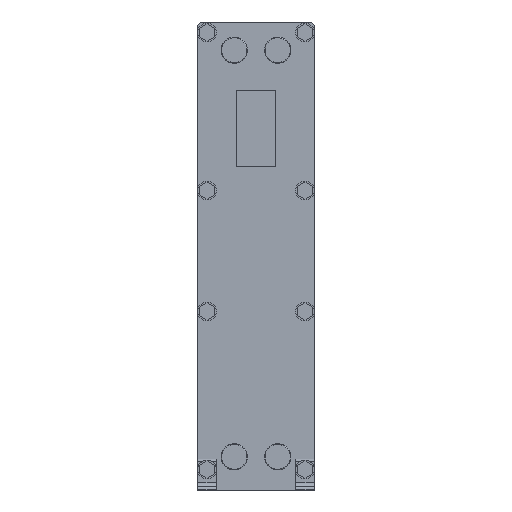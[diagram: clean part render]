
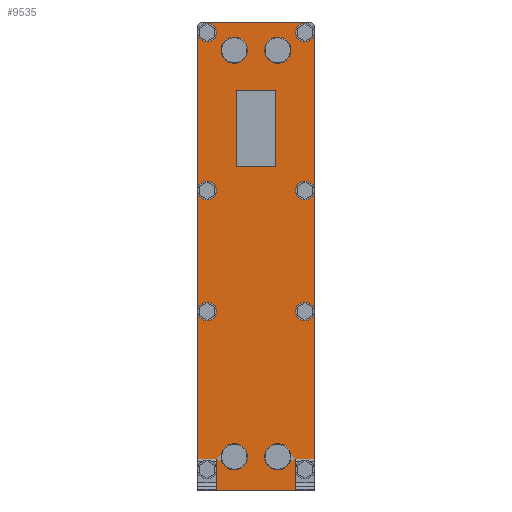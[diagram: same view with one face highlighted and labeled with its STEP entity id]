
A CAD part, front view. The second image highlights one B-rep face of the part: STEP entity #9535.
In plain terms, the highlighted planar face has unit normal (0, -1, 0).
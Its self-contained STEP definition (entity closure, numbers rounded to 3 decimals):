
#685=FACE_BOUND('',#3630,.T.);
#686=FACE_BOUND('',#3631,.T.);
#687=FACE_BOUND('',#3632,.T.);
#688=FACE_BOUND('',#3633,.T.);
#689=FACE_BOUND('',#3634,.T.);
#690=FACE_BOUND('',#3635,.T.);
#691=FACE_BOUND('',#3636,.T.);
#692=FACE_BOUND('',#3637,.T.);
#693=FACE_BOUND('',#3638,.T.);
#694=FACE_BOUND('',#3639,.T.);
#695=FACE_BOUND('',#3640,.T.);
#963=LINE('',#14202,#2027);
#970=LINE('',#14219,#2034);
#978=LINE('',#14244,#2042);
#983=LINE('',#14257,#2047);
#992=LINE('',#14280,#2056);
#1000=LINE('',#14305,#2064);
#1010=LINE('',#14347,#2074);
#1013=LINE('',#14352,#2077);
#1015=LINE('',#14356,#2079);
#1020=LINE('',#14369,#2084);
#1023=LINE('',#14374,#2087);
#1025=LINE('',#14378,#2089);
#1027=LINE('',#14381,#2091);
#1028=LINE('',#14384,#2092);
#1030=LINE('',#14388,#2094);
#1034=LINE('',#14393,#2098);
#1035=LINE('',#14395,#2099);
#1036=LINE('',#14397,#2100);
#2027=VECTOR('',#11289,1.);
#2034=VECTOR('',#11304,1.);
#2042=VECTOR('',#11332,1.);
#2047=VECTOR('',#11341,1.);
#2056=VECTOR('',#11364,1.);
#2064=VECTOR('',#11392,1.);
#2074=VECTOR('',#11426,10.);
#2077=VECTOR('',#11431,10.);
#2079=VECTOR('',#11435,10.);
#2084=VECTOR('',#11444,10.);
#2087=VECTOR('',#11449,10.);
#2089=VECTOR('',#11453,10.);
#2091=VECTOR('',#11457,10.);
#2092=VECTOR('',#11460,10.);
#2094=VECTOR('',#11464,1.);
#2098=VECTOR('',#11470,1.);
#2099=VECTOR('',#11473,10.);
#2100=VECTOR('',#11476,10.);
#3057=FACE_OUTER_BOUND('',#3629,.T.);
#3629=EDGE_LOOP('',(#7137,#7138,#7139,#7140,#7141,#7142,#7143,#7144,#7145,
#7146,#7147,#7148,#7149,#7150));
#3630=EDGE_LOOP('',(#7151));
#3631=EDGE_LOOP('',(#7152));
#3632=EDGE_LOOP('',(#7153));
#3633=EDGE_LOOP('',(#7154));
#3634=EDGE_LOOP('',(#7155));
#3635=EDGE_LOOP('',(#7156));
#3636=EDGE_LOOP('',(#7157));
#3637=EDGE_LOOP('',(#7158));
#3638=EDGE_LOOP('',(#7159));
#3639=EDGE_LOOP('',(#7160));
#3640=EDGE_LOOP('',(#7161,#7162,#7163,#7164));
#4154=CIRCLE('',#9954,15.);
#4156=CIRCLE('',#9971,15.);
#4158=CIRCLE('',#9976,21.2);
#4161=CIRCLE('',#9982,21.2);
#4164=CIRCLE('',#9988,15.);
#4166=CIRCLE('',#9999,15.);
#4168=CIRCLE('',#10016,15.);
#4170=CIRCLE('',#10027,15.);
#4178=CIRCLE('',#10050,21.2);
#4181=CIRCLE('',#10056,21.2);
#4546=VERTEX_POINT('',#13788);
#4566=VERTEX_POINT('',#13855);
#4568=VERTEX_POINT('',#13862);
#4571=VERTEX_POINT('',#13871);
#4580=VERTEX_POINT('',#13892);
#4594=VERTEX_POINT('',#13935);
#4614=VERTEX_POINT('',#14002);
#4628=VERTEX_POINT('',#14045);
#4650=VERTEX_POINT('',#14113);
#4653=VERTEX_POINT('',#14122);
#4674=VERTEX_POINT('',#14186);
#4678=VERTEX_POINT('',#14198);
#4679=VERTEX_POINT('',#14200);
#4692=VERTEX_POINT('',#14242);
#4693=VERTEX_POINT('',#14246);
#4697=VERTEX_POINT('',#14254);
#4698=VERTEX_POINT('',#14256);
#4712=VERTEX_POINT('',#14303);
#4731=VERTEX_POINT('',#14344);
#4732=VERTEX_POINT('',#14346);
#4733=VERTEX_POINT('',#14350);
#4734=VERTEX_POINT('',#14354);
#4739=VERTEX_POINT('',#14367);
#4740=VERTEX_POINT('',#14368);
#4741=VERTEX_POINT('',#14373);
#4742=VERTEX_POINT('',#14377);
#4743=VERTEX_POINT('',#14383);
#4744=VERTEX_POINT('',#14387);
#5384=EDGE_CURVE('',#4546,#4546,#4154,.T.);
#5416=EDGE_CURVE('',#4566,#4566,#4156,.T.);
#5418=EDGE_CURVE('',#4568,#4568,#4158,.T.);
#5421=EDGE_CURVE('',#4571,#4571,#4161,.T.);
#5430=EDGE_CURVE('',#4580,#4580,#4164,.T.);
#5450=EDGE_CURVE('',#4594,#4594,#4166,.T.);
#5482=EDGE_CURVE('',#4614,#4614,#4168,.T.);
#5502=EDGE_CURVE('',#4628,#4628,#4170,.T.);
#5533=EDGE_CURVE('',#4650,#4650,#4178,.T.);
#5536=EDGE_CURVE('',#4653,#4653,#4181,.T.);
#5573=EDGE_CURVE('',#4678,#4679,#963,.T.);
#5582=EDGE_CURVE('',#4679,#4674,#970,.T.);
#5594=EDGE_CURVE('',#4692,#4678,#978,.T.);
#5599=EDGE_CURVE('',#4698,#4697,#983,.T.);
#5612=EDGE_CURVE('',#4693,#4698,#992,.T.);
#5624=EDGE_CURVE('',#4697,#4712,#1000,.T.);
#5644=EDGE_CURVE('',#4732,#4731,#1010,.T.);
#5647=EDGE_CURVE('',#4731,#4733,#1013,.T.);
#5649=EDGE_CURVE('',#4733,#4734,#1015,.T.);
#5654=EDGE_CURVE('',#4739,#4740,#1020,.T.);
#5657=EDGE_CURVE('',#4740,#4741,#1023,.T.);
#5659=EDGE_CURVE('',#4741,#4742,#1025,.T.);
#5661=EDGE_CURVE('',#4742,#4739,#1027,.T.);
#5662=EDGE_CURVE('',#4734,#4743,#1028,.T.);
#5664=EDGE_CURVE('',#4744,#4732,#1030,.T.);
#5668=EDGE_CURVE('',#4712,#4692,#1034,.T.);
#5669=EDGE_CURVE('',#4743,#4693,#1035,.T.);
#5670=EDGE_CURVE('',#4674,#4744,#1036,.T.);
#7137=ORIENTED_EDGE('',*,*,#5582,.T.);
#7138=ORIENTED_EDGE('',*,*,#5670,.T.);
#7139=ORIENTED_EDGE('',*,*,#5664,.T.);
#7140=ORIENTED_EDGE('',*,*,#5644,.T.);
#7141=ORIENTED_EDGE('',*,*,#5647,.T.);
#7142=ORIENTED_EDGE('',*,*,#5649,.T.);
#7143=ORIENTED_EDGE('',*,*,#5662,.T.);
#7144=ORIENTED_EDGE('',*,*,#5669,.T.);
#7145=ORIENTED_EDGE('',*,*,#5612,.T.);
#7146=ORIENTED_EDGE('',*,*,#5599,.T.);
#7147=ORIENTED_EDGE('',*,*,#5624,.T.);
#7148=ORIENTED_EDGE('',*,*,#5668,.T.);
#7149=ORIENTED_EDGE('',*,*,#5594,.T.);
#7150=ORIENTED_EDGE('',*,*,#5573,.T.);
#7151=ORIENTED_EDGE('',*,*,#5384,.T.);
#7152=ORIENTED_EDGE('',*,*,#5416,.T.);
#7153=ORIENTED_EDGE('',*,*,#5418,.T.);
#7154=ORIENTED_EDGE('',*,*,#5421,.T.);
#7155=ORIENTED_EDGE('',*,*,#5430,.T.);
#7156=ORIENTED_EDGE('',*,*,#5450,.T.);
#7157=ORIENTED_EDGE('',*,*,#5482,.T.);
#7158=ORIENTED_EDGE('',*,*,#5502,.T.);
#7159=ORIENTED_EDGE('',*,*,#5533,.T.);
#7160=ORIENTED_EDGE('',*,*,#5536,.T.);
#7161=ORIENTED_EDGE('',*,*,#5661,.T.);
#7162=ORIENTED_EDGE('',*,*,#5654,.T.);
#7163=ORIENTED_EDGE('',*,*,#5657,.T.);
#7164=ORIENTED_EDGE('',*,*,#5659,.T.);
#9109=PLANE('',#10137);
#9535=ADVANCED_FACE('',(#3057,#685,#686,#687,#688,#689,#690,#691,#692,#693,
#694,#695),#9109,.F.);
#9954=AXIS2_PLACEMENT_3D('',#13789,#10883,#10884);
#9971=AXIS2_PLACEMENT_3D('',#13856,#10947,#10948);
#9976=AXIS2_PLACEMENT_3D('',#13863,#10957,#10958);
#9982=AXIS2_PLACEMENT_3D('',#13872,#10969,#10970);
#9988=AXIS2_PLACEMENT_3D('',#13893,#10987,#10988);
#9999=AXIS2_PLACEMENT_3D('',#13936,#11027,#11028);
#10016=AXIS2_PLACEMENT_3D('',#14003,#11091,#11092);
#10027=AXIS2_PLACEMENT_3D('',#14046,#11131,#11132);
#10050=AXIS2_PLACEMENT_3D('',#14114,#11200,#11201);
#10056=AXIS2_PLACEMENT_3D('',#14123,#11212,#11213);
#10137=AXIS2_PLACEMENT_3D('',#14398,#11477,#11478);
#10883=DIRECTION('center_axis',(0.,1.,0.));
#10884=DIRECTION('ref_axis',(-1.,0.,0.));
#10947=DIRECTION('center_axis',(0.,1.,0.));
#10948=DIRECTION('ref_axis',(-1.,0.,0.));
#10957=DIRECTION('center_axis',(0.,1.,0.));
#10958=DIRECTION('ref_axis',(-1.,0.,0.));
#10969=DIRECTION('center_axis',(0.,1.,0.));
#10970=DIRECTION('ref_axis',(-1.,0.,0.));
#10987=DIRECTION('center_axis',(0.,1.,0.));
#10988=DIRECTION('ref_axis',(-1.,0.,0.));
#11027=DIRECTION('center_axis',(0.,1.,0.));
#11028=DIRECTION('ref_axis',(-1.,0.,0.));
#11091=DIRECTION('center_axis',(0.,1.,0.));
#11092=DIRECTION('ref_axis',(-1.,0.,0.));
#11131=DIRECTION('center_axis',(0.,1.,0.));
#11132=DIRECTION('ref_axis',(-1.,0.,0.));
#11200=DIRECTION('center_axis',(0.,1.,0.));
#11201=DIRECTION('ref_axis',(-1.,0.,0.));
#11212=DIRECTION('center_axis',(0.,1.,0.));
#11213=DIRECTION('ref_axis',(-1.,0.,0.));
#11289=DIRECTION('',(1.,0.,0.));
#11304=DIRECTION('',(0.,0.,-1.));
#11332=DIRECTION('',(0.,0.,1.));
#11341=DIRECTION('',(1.,0.,0.));
#11364=DIRECTION('',(0.,0.,1.));
#11392=DIRECTION('',(0.,0.,-1.));
#11426=DIRECTION('',(-0.707,0.,0.707));
#11431=DIRECTION('',(-1.,0.,0.));
#11435=DIRECTION('',(-0.707,0.,-0.707));
#11444=DIRECTION('',(1.,0.,0.));
#11449=DIRECTION('',(0.,0.,-1.));
#11453=DIRECTION('',(-1.,0.,0.));
#11457=DIRECTION('',(0.,0.,1.));
#11460=DIRECTION('',(0.,0.,-1.));
#11464=DIRECTION('',(0.,0.,1.));
#11470=DIRECTION('',(1.,0.,0.));
#11473=DIRECTION('',(0.707,0.,-0.707));
#11476=DIRECTION('',(0.707,0.,0.707));
#11477=DIRECTION('center_axis',(0.,1.,0.));
#11478=DIRECTION('ref_axis',(-1.,0.,0.));
#13788=CARTESIAN_POINT('',(94.,-25.,738.));
#13789=CARTESIAN_POINT('Origin',(79.,-25.,738.));
#13855=CARTESIAN_POINT('',(-64.,-25.,738.));
#13856=CARTESIAN_POINT('Origin',(-79.,-25.,738.));
#13862=CARTESIAN_POINT('',(56.2,-25.,709.5));
#13863=CARTESIAN_POINT('Origin',(35.,-25.,709.5));
#13871=CARTESIAN_POINT('',(-13.8,-25.,709.5));
#13872=CARTESIAN_POINT('Origin',(-35.,-25.,709.5));
#13892=CARTESIAN_POINT('',(94.,-25.,483.));
#13893=CARTESIAN_POINT('Origin',(79.,-25.,483.));
#13935=CARTESIAN_POINT('',(94.,-25.,288.));
#13936=CARTESIAN_POINT('Origin',(79.,-25.,288.));
#14002=CARTESIAN_POINT('',(-64.,-25.,288.));
#14003=CARTESIAN_POINT('Origin',(-79.,-25.,288.));
#14045=CARTESIAN_POINT('',(-64.,-25.,483.));
#14046=CARTESIAN_POINT('Origin',(-79.,-25.,483.));
#14113=CARTESIAN_POINT('',(56.2,-25.,53.5));
#14114=CARTESIAN_POINT('Origin',(35.,-25.,53.5));
#14122=CARTESIAN_POINT('',(-13.8,-25.,53.5));
#14123=CARTESIAN_POINT('Origin',(-35.,-25.,53.5));
#14186=CARTESIAN_POINT('',(94.,-25.,4.));
#14198=CARTESIAN_POINT('',(64.,-25.,50.));
#14200=CARTESIAN_POINT('',(94.,-25.,50.));
#14202=CARTESIAN_POINT('',(0.,-25.,50.));
#14219=CARTESIAN_POINT('',(94.,-25.,28.928));
#14242=CARTESIAN_POINT('',(64.,-25.,0.));
#14244=CARTESIAN_POINT('',(64.,-25.,28.928));
#14246=CARTESIAN_POINT('',(-94.,-25.,4.));
#14254=CARTESIAN_POINT('',(-64.,-25.,50.));
#14256=CARTESIAN_POINT('',(-94.,-25.,50.));
#14257=CARTESIAN_POINT('',(0.,-25.,50.));
#14280=CARTESIAN_POINT('',(-94.,-25.,28.928));
#14303=CARTESIAN_POINT('',(-64.,-25.,0.));
#14305=CARTESIAN_POINT('',(-64.,-25.,28.928));
#14344=CARTESIAN_POINT('',(90.,-25.,755.));
#14346=CARTESIAN_POINT('',(95.,-25.,750.));
#14347=CARTESIAN_POINT('',(90.,-25.,755.));
#14350=CARTESIAN_POINT('',(-90.,-25.,755.));
#14352=CARTESIAN_POINT('',(-90.,-25.,755.));
#14354=CARTESIAN_POINT('',(-95.,-25.,750.));
#14356=CARTESIAN_POINT('',(-95.,-25.,750.));
#14367=CARTESIAN_POINT('',(-32.25,-25.,645.));
#14368=CARTESIAN_POINT('',(32.25,-25.,645.));
#14369=CARTESIAN_POINT('',(-16.125,-25.,645.));
#14373=CARTESIAN_POINT('',(32.25,-25.,521.2));
#14374=CARTESIAN_POINT('',(32.25,-25.,581.75));
#14377=CARTESIAN_POINT('',(-32.25,-25.,521.2));
#14378=CARTESIAN_POINT('',(16.125,-25.,521.2));
#14381=CARTESIAN_POINT('',(-32.25,-25.,519.85));
#14383=CARTESIAN_POINT('',(-95.,-25.,5.));
#14384=CARTESIAN_POINT('',(-95.,-25.,5.));
#14387=CARTESIAN_POINT('',(95.,-25.,5.));
#14388=CARTESIAN_POINT('',(95.,-25.,86.147));
#14393=CARTESIAN_POINT('',(-45.,-25.,0.));
#14395=CARTESIAN_POINT('',(-90.,-25.,0.));
#14397=CARTESIAN_POINT('',(95.,-25.,5.));
#14398=CARTESIAN_POINT('Origin',(0.,-25.,43.073));
